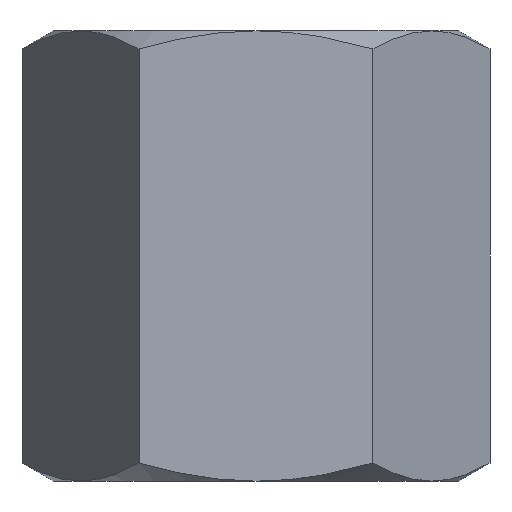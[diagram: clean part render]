
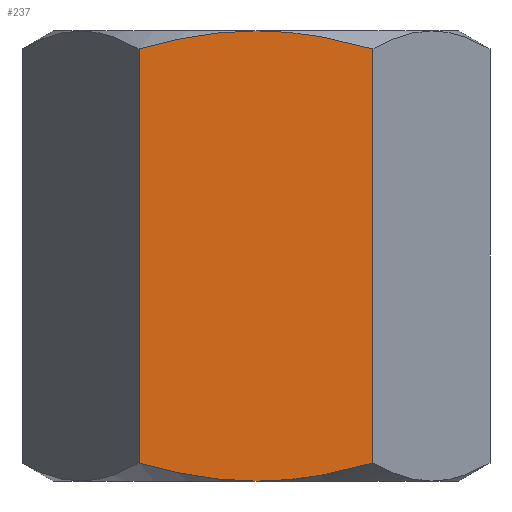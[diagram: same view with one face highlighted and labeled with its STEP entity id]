
A CAD part, left-side view. The second image highlights one B-rep face of the part: STEP entity #237.
In plain terms, the highlighted planar face has unit normal (-1, 0, 0).
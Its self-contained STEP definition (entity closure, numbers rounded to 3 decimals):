
#56 = B_SPLINE_CURVE_WITH_KNOTS ( 'NONE', 3,
 ( #2753, #1135, #1894, #523, #2131, #757 ),
 .UNSPECIFIED., .F., .F.,
 ( 4, 2, 4 ),
 ( 0.004, 0.004, 0.005 ),
 .UNSPECIFIED. ) ;
#92 = CARTESIAN_POINT ( 'NONE',  ( -2.25, 1.299, 2.299 ) ) ;
#95 = CARTESIAN_POINT ( 'NONE',  ( -2.25, -1.299, -2.299 ) ) ;
#112 = EDGE_CURVE ( 'NONE', #791, #475, #941, .T. ) ;
#125 = DIRECTION ( 'NONE',  ( 0., 0., -1. ) ) ;
#137 = DIRECTION ( 'NONE',  ( 0., 0., -1. ) ) ;
#167 = CARTESIAN_POINT ( 'NONE',  ( -2.25, 0., 2.5 ) ) ;
#222 = ORIENTED_EDGE ( 'NONE', *, *, #2076, .F. ) ;
#237 = ADVANCED_FACE ( 'NONE', ( #2831 ), #1245, .F. ) ;
#319 = CARTESIAN_POINT ( 'NONE',  ( -2.25, -1.087, -2.36 ) ) ;
#430 = ORIENTED_EDGE ( 'NONE', *, *, #112, .F. ) ;
#471 = ORIENTED_EDGE ( 'NONE', *, *, #2438, .F. ) ;
#475 = VERTEX_POINT ( 'NONE', #600 ) ;
#504 = VERTEX_POINT ( 'NONE', #2459 ) ;
#518 = LINE ( 'NONE', #2889, #2757 ) ;
#523 = CARTESIAN_POINT ( 'NONE',  ( -2.25, 0.876, -2.41 ) ) ;
#600 = CARTESIAN_POINT ( 'NONE',  ( -2.25, 0., -2.5 ) ) ;
#605 = CARTESIAN_POINT ( 'NONE',  ( -2.25, -1.299, 2.299 ) ) ;
#628 = CARTESIAN_POINT ( 'NONE',  ( -2.25, -1.087, 2.36 ) ) ;
#687 = ORIENTED_EDGE ( 'NONE', *, *, #2186, .T. ) ;
#757 = CARTESIAN_POINT ( 'NONE',  ( -2.25, 1.299, -2.299 ) ) ;
#781 = CARTESIAN_POINT ( 'NONE',  ( -2.25, 1.299, -2.299 ) ) ;
#791 = VERTEX_POINT ( 'NONE', #1672 ) ;
#831 = ORIENTED_EDGE ( 'NONE', *, *, #2115, .T. ) ;
#835 = VERTEX_POINT ( 'NONE', #781 ) ;
#927 = CARTESIAN_POINT ( 'NONE',  ( -2.25, 0., -2.5 ) ) ;
#941 = B_SPLINE_CURVE_WITH_KNOTS ( 'NONE', 3,
 ( #95, #319, #1922, #1613, #1839, #927 ),
 .UNSPECIFIED., .F., .F.,
 ( 4, 2, 4 ),
 ( 0.002, 0.003, 0.004 ),
 .UNSPECIFIED. ) ;
#1015 = CARTESIAN_POINT ( 'NONE',  ( -2.25, 0., 2.5 ) ) ;
#1057 = CARTESIAN_POINT ( 'NONE',  ( -2.25, -1.299, 2.299 ) ) ;
#1063 = DIRECTION ( 'NONE',  ( 0., 1., 0. ) ) ;
#1069 = CARTESIAN_POINT ( 'NONE',  ( -2.25, 1.299, 2.5 ) ) ;
#1132 = DIRECTION ( 'NONE',  ( 1., 0., 0. ) ) ;
#1135 = CARTESIAN_POINT ( 'NONE',  ( -2.25, 0.22, -2.5 ) ) ;
#1229 = CARTESIAN_POINT ( 'NONE',  ( -2.25, 0.443, 2.481 ) ) ;
#1245 = PLANE ( 'NONE',  #1776 ) ;
#1307 = CARTESIAN_POINT ( 'NONE',  ( -2.25, -0.871, 2.411 ) ) ;
#1331 = B_SPLINE_CURVE_WITH_KNOTS ( 'NONE', 3,
 ( #605, #628, #1307, #2934, #1546, #167 ),
 .UNSPECIFIED., .F., .F.,
 ( 4, 2, 4 ),
 ( 0.002, 0.003, 0.004 ),
 .UNSPECIFIED. ) ;
#1427 = B_SPLINE_CURVE_WITH_KNOTS ( 'NONE', 3,
 ( #1015, #2142, #1229, #2856, #1458, #92 ),
 .UNSPECIFIED., .F., .F.,
 ( 4, 2, 4 ),
 ( 0.004, 0.004, 0.005 ),
 .UNSPECIFIED. ) ;
#1447 = VECTOR ( 'NONE', #137, 1000. ) ;
#1458 = CARTESIAN_POINT ( 'NONE',  ( -2.25, 1.089, 2.36 ) ) ;
#1546 = CARTESIAN_POINT ( 'NONE',  ( -2.25, -0.22, 2.5 ) ) ;
#1613 = CARTESIAN_POINT ( 'NONE',  ( -2.25, -0.438, -2.481 ) ) ;
#1650 = EDGE_LOOP ( 'NONE', ( #222, #687, #2705, #831, #471, #430 ) ) ;
#1672 = CARTESIAN_POINT ( 'NONE',  ( -2.25, -1.299, -2.299 ) ) ;
#1776 = AXIS2_PLACEMENT_3D ( 'NONE', #1069, #1132, #1063 ) ;
#1839 = CARTESIAN_POINT ( 'NONE',  ( -2.25, -0.22, -2.5 ) ) ;
#1894 = CARTESIAN_POINT ( 'NONE',  ( -2.25, 0.443, -2.481 ) ) ;
#1922 = CARTESIAN_POINT ( 'NONE',  ( -2.25, -0.871, -2.411 ) ) ;
#2076 = EDGE_CURVE ( 'NONE', #2819, #791, #518, .T. ) ;
#2115 = EDGE_CURVE ( 'NONE', #2187, #835, #2677, .T. ) ;
#2131 = CARTESIAN_POINT ( 'NONE',  ( -2.25, 1.089, -2.36 ) ) ;
#2142 = CARTESIAN_POINT ( 'NONE',  ( -2.25, 0.22, 2.5 ) ) ;
#2186 = EDGE_CURVE ( 'NONE', #2819, #504, #1331, .T. ) ;
#2187 = VERTEX_POINT ( 'NONE', #2464 ) ;
#2438 = EDGE_CURVE ( 'NONE', #475, #835, #56, .T. ) ;
#2459 = CARTESIAN_POINT ( 'NONE',  ( -2.25, 0., 2.5 ) ) ;
#2464 = CARTESIAN_POINT ( 'NONE',  ( -2.25, 1.299, 2.299 ) ) ;
#2501 = EDGE_CURVE ( 'NONE', #504, #2187, #1427, .T. ) ;
#2677 = LINE ( 'NONE', #2909, #1447 ) ;
#2705 = ORIENTED_EDGE ( 'NONE', *, *, #2501, .T. ) ;
#2753 = CARTESIAN_POINT ( 'NONE',  ( -2.25, 0., -2.5 ) ) ;
#2757 = VECTOR ( 'NONE', #125, 1000. ) ;
#2819 = VERTEX_POINT ( 'NONE', #1057 ) ;
#2831 = FACE_OUTER_BOUND ( 'NONE', #1650, .T. ) ;
#2856 = CARTESIAN_POINT ( 'NONE',  ( -2.25, 0.876, 2.41 ) ) ;
#2889 = CARTESIAN_POINT ( 'NONE',  ( -2.25, -1.299, 2.5 ) ) ;
#2909 = CARTESIAN_POINT ( 'NONE',  ( -2.25, 1.299, 2.5 ) ) ;
#2934 = CARTESIAN_POINT ( 'NONE',  ( -2.25, -0.438, 2.481 ) ) ;
